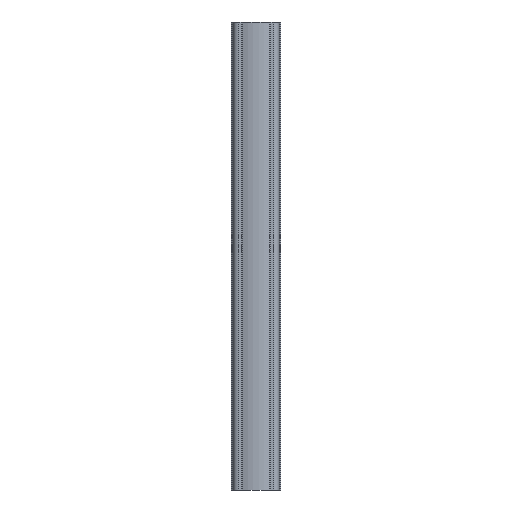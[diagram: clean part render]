
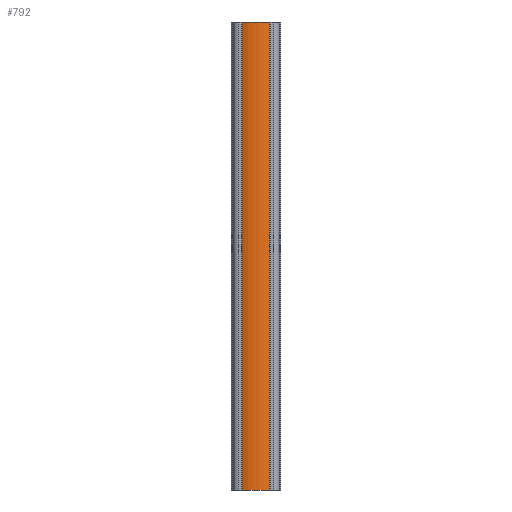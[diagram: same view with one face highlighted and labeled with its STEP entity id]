
A CAD part, front view. The second image highlights one B-rep face of the part: STEP entity #792.
In plain terms, the highlighted cylindrical face has radius 42.5 mm (diameter 85 mm), a partial arc.
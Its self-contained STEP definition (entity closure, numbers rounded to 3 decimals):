
#267 = CARTESIAN_POINT ( 'NONE',  ( 14.679, -39.885, 500. ) ) ;
#287 = CARTESIAN_POINT ( 'NONE',  ( -14.679, -39.885, 500. ) ) ;
#317 = CARTESIAN_POINT ( 'NONE',  ( 14.679, -39.885, 500. ) ) ;
#510 = DIRECTION ( 'NONE',  ( 0., 0., -1. ) ) ;
#662 = ORIENTED_EDGE ( 'NONE', *, *, #1011, .F. ) ;
#792 = ADVANCED_FACE ( 'NONE', ( #1453 ), #831, .T. ) ;
#831 = CYLINDRICAL_SURFACE ( 'NONE', #1294, 42.5 ) ;
#967 = VECTOR ( 'NONE', #1580, 1000. ) ;
#1011 = EDGE_CURVE ( 'NONE', #1904, #3078, #3053, .T. ) ;
#1046 = CARTESIAN_POINT ( 'NONE',  ( 0., 0., 500. ) ) ;
#1061 = EDGE_CURVE ( 'NONE', #1791, #3078, #3422, .T. ) ;
#1294 = AXIS2_PLACEMENT_3D ( 'NONE', #1046, #2236, #3162 ) ;
#1453 = FACE_OUTER_BOUND ( 'NONE', #2524, .T. ) ;
#1478 = CARTESIAN_POINT ( 'NONE',  ( -14.679, -39.885, 500. ) ) ;
#1580 = DIRECTION ( 'NONE',  ( 0., 0., -1. ) ) ;
#1745 = CARTESIAN_POINT ( 'NONE',  ( -14.679, -39.885, 0. ) ) ;
#1746 = DIRECTION ( 'NONE',  ( 1., 0., 0. ) ) ;
#1791 = VERTEX_POINT ( 'NONE', #1745 ) ;
#1904 = VERTEX_POINT ( 'NONE', #267 ) ;
#2077 = DIRECTION ( 'NONE',  ( 0., 0., 1. ) ) ;
#2140 = LINE ( 'NONE', #1478, #3317 ) ;
#2236 = DIRECTION ( 'NONE',  ( 0., 0., -1. ) ) ;
#2465 = VERTEX_POINT ( 'NONE', #287 ) ;
#2524 = EDGE_LOOP ( 'NONE', ( #3460, #662, #3879, #2680 ) ) ;
#2680 = ORIENTED_EDGE ( 'NONE', *, *, #2734, .T. ) ;
#2734 = EDGE_CURVE ( 'NONE', #2465, #1791, #2140, .T. ) ;
#2744 = CIRCLE ( 'NONE', #3473, 42.5 ) ;
#2785 = EDGE_CURVE ( 'NONE', #2465, #1904, #2744, .T. ) ;
#2943 = CARTESIAN_POINT ( 'NONE',  ( 0., 0., 500. ) ) ;
#3053 = LINE ( 'NONE', #317, #967 ) ;
#3078 = VERTEX_POINT ( 'NONE', #3304 ) ;
#3097 = DIRECTION ( 'NONE',  ( 0., 0., 1. ) ) ;
#3105 = CARTESIAN_POINT ( 'NONE',  ( 0., 0., 0. ) ) ;
#3162 = DIRECTION ( 'NONE',  ( -1., 0., 0. ) ) ;
#3304 = CARTESIAN_POINT ( 'NONE',  ( 14.679, -39.885, 0. ) ) ;
#3317 = VECTOR ( 'NONE', #510, 1000. ) ;
#3389 = DIRECTION ( 'NONE',  ( 1., 0., 0. ) ) ;
#3422 = CIRCLE ( 'NONE', #3604, 42.5 ) ;
#3460 = ORIENTED_EDGE ( 'NONE', *, *, #1061, .T. ) ;
#3473 = AXIS2_PLACEMENT_3D ( 'NONE', #2943, #2077, #1746 ) ;
#3604 = AXIS2_PLACEMENT_3D ( 'NONE', #3105, #3097, #3389 ) ;
#3879 = ORIENTED_EDGE ( 'NONE', *, *, #2785, .F. ) ;
